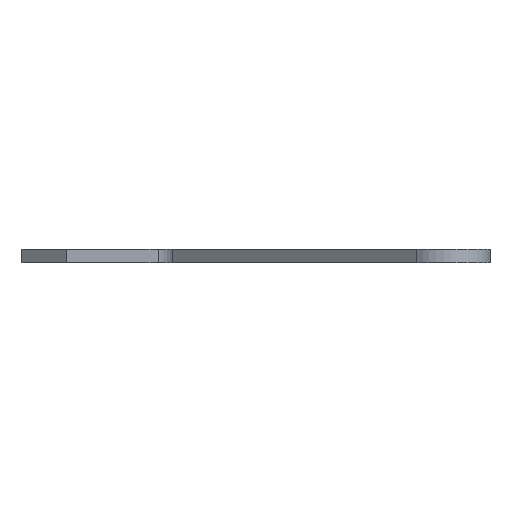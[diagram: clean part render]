
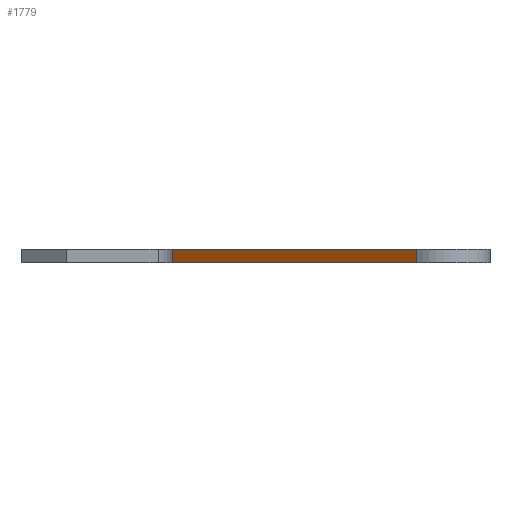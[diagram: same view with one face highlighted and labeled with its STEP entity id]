
A CAD part, left-side view. The second image highlights one B-rep face of the part: STEP entity #1779.
In plain terms, the highlighted planar face has unit normal (-0.763, 0.647, 0).
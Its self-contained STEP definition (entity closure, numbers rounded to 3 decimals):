
#85 = DIRECTION ( 'NONE',  ( -0.647, -0.763, 0. ) ) ;
#88 = ORIENTED_EDGE ( 'NONE', *, *, #2818, .F. ) ;
#413 = LINE ( 'NONE', #2900, #4037 ) ;
#588 = VERTEX_POINT ( 'NONE', #881 ) ;
#720 = EDGE_CURVE ( 'NONE', #2416, #3501, #413, .T. ) ;
#753 = CARTESIAN_POINT ( 'NONE',  ( -188.627, -62.299, 0. ) ) ;
#881 = CARTESIAN_POINT ( 'NONE',  ( -142.186, -7.524, 3. ) ) ;
#1193 = LINE ( 'NONE', #3701, #3890 ) ;
#1324 = AXIS2_PLACEMENT_3D ( 'NONE', #4497, #3030, #4474 ) ;
#1543 = CARTESIAN_POINT ( 'NONE',  ( -188.627, -62.299, 3. ) ) ;
#1618 = CARTESIAN_POINT ( 'NONE',  ( -142.186, -7.524, 0. ) ) ;
#1643 = CARTESIAN_POINT ( 'NONE',  ( -142.186, -7.524, 0. ) ) ;
#1740 = VECTOR ( 'NONE', #2043, 1000. ) ;
#1779 = ADVANCED_FACE ( 'NONE', ( #3051 ), #2667, .T. ) ;
#1889 = ORIENTED_EDGE ( 'NONE', *, *, #1892, .F. ) ;
#1892 = EDGE_CURVE ( 'NONE', #588, #3468, #1193, .T. ) ;
#1993 = ORIENTED_EDGE ( 'NONE', *, *, #720, .T. ) ;
#2043 = DIRECTION ( 'NONE',  ( 0., 0., 1. ) ) ;
#2097 = VECTOR ( 'NONE', #2163, 1000. ) ;
#2163 = DIRECTION ( 'NONE',  ( 0., 0., 1. ) ) ;
#2416 = VERTEX_POINT ( 'NONE', #1618 ) ;
#2667 = PLANE ( 'NONE',  #1324 ) ;
#2751 = LINE ( 'NONE', #1643, #1740 ) ;
#2818 = EDGE_CURVE ( 'NONE', #2416, #588, #2751, .T. ) ;
#2900 = CARTESIAN_POINT ( 'NONE',  ( -142.186, -7.524, 0. ) ) ;
#3030 = DIRECTION ( 'NONE',  ( -0.763, 0.647, 0. ) ) ;
#3051 = FACE_OUTER_BOUND ( 'NONE', #3624, .T. ) ;
#3124 = EDGE_CURVE ( 'NONE', #3501, #3468, #3921, .T. ) ;
#3198 = DIRECTION ( 'NONE',  ( -0.647, -0.763, 0. ) ) ;
#3468 = VERTEX_POINT ( 'NONE', #1543 ) ;
#3501 = VERTEX_POINT ( 'NONE', #3811 ) ;
#3624 = EDGE_LOOP ( 'NONE', ( #1889, #88, #1993, #4366 ) ) ;
#3701 = CARTESIAN_POINT ( 'NONE',  ( -142.186, -7.524, 3. ) ) ;
#3811 = CARTESIAN_POINT ( 'NONE',  ( -188.627, -62.299, 0. ) ) ;
#3890 = VECTOR ( 'NONE', #85, 1000. ) ;
#3921 = LINE ( 'NONE', #753, #2097 ) ;
#4037 = VECTOR ( 'NONE', #3198, 1000. ) ;
#4366 = ORIENTED_EDGE ( 'NONE', *, *, #3124, .T. ) ;
#4474 = DIRECTION ( 'NONE',  ( -0.647, -0.763, 0. ) ) ;
#4497 = CARTESIAN_POINT ( 'NONE',  ( -142.186, -7.524, 0. ) ) ;
